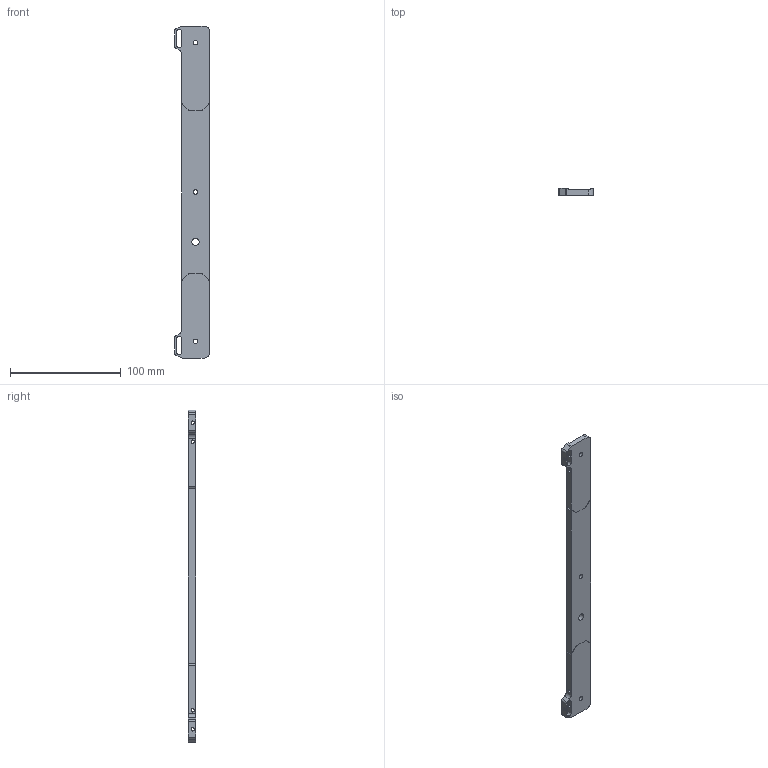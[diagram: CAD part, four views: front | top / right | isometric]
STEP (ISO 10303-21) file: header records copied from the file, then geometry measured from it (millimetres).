
FILE_DESCRIPTION (( 'STEP AP214' ), '1' );
FILE_NAME ('3D print pulley insert full length - 300mm.STEP', '2019-09-27T07:16:25', ( '' ), ( '' ), 'SwSTEP 2.0', 'SolidWorks 2018', '' );
FILE_SCHEMA (( 'AUTOMOTIVE_DESIGN' ));
Length unit declared in the file: inch
Products named in the file (1): 3D print pulley insert full length - 300mm
Bounding box: 31.38 x 6.35 x 300 mm (x, y, z)
Volume: 39014.8 mm3; surface area: 22262.1 mm2
Topology: 3 solids, 3 shells, 102 faces, 288 edges, 192 vertices
Faces by surface type: cylinder 54, plane 48
Entity records: 3452 total; most frequent: DIRECTION 604, CARTESIAN_POINT 583, ORIENTED_EDGE 576, EDGE_CURVE 288, AXIS2_PLACEMENT_3D 213, VERTEX_POINT 192, VECTOR 178, LINE 178
